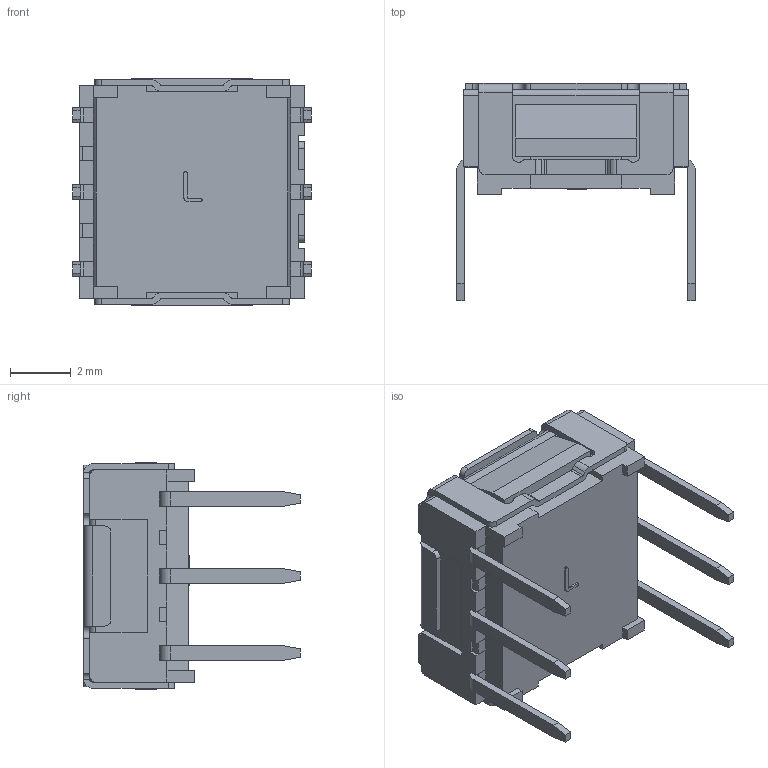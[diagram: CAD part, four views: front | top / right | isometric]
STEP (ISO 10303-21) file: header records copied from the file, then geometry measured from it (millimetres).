
FILE_DESCRIPTION (( 'STEP AP214' ), '1' );
FILE_NAME ('CUI_DEVICES_RDS-10S-74365-D.step', '2020-11-06T19:19:18', ( '' ), ( '' ), 'SwSTEP 2.0', 'SolidWorks 2020', '' );
FILE_SCHEMA (( 'AUTOMOTIVE_DESIGN' ));
Length unit declared in the file: millimetre
Products named in the file (5): RDS74365_actuator_10S; RDS74365 housing; RDS74365_10_face plate; CUI_DEVICES_RDS-10S-74365-D; RDS74365 pins
Assembly tree (4 placements, depth 2):
  CUI_DEVICES_RDS-10S-74365-D
    RDS74365 housing
    RDS74365 pins
    RDS74365_10_face plate
    RDS74365_actuator_10S
Bounding box: 7.87 x 7.15 x 7.5 mm (x, y, z)
Volume: 136.2 mm3; surface area: 669.1 mm2
Topology: 8 solids, 8 shells, 1001 faces, 2833 edges, 1878 vertices
Faces by surface type: plane 458, bspline 272, cylinder 236, cone 35
Entity records: 41316 total; most frequent: CARTESIAN_POINT 16919, ORIENTED_EDGE 5666, DIRECTION 4054, EDGE_CURVE 2833, VERTEX_POINT 1878, VECTOR 1588, LINE 1588, AXIS2_PLACEMENT_3D 1233
